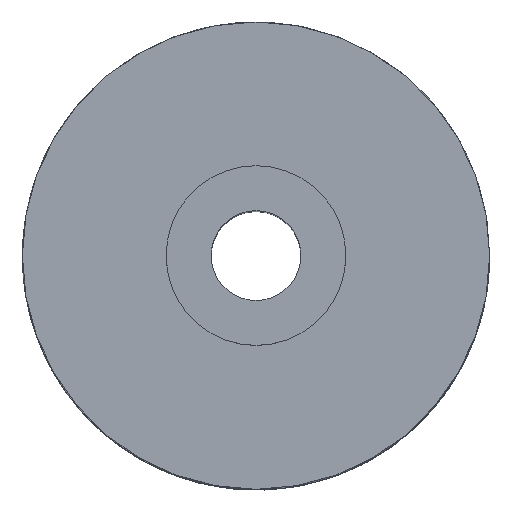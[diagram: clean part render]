
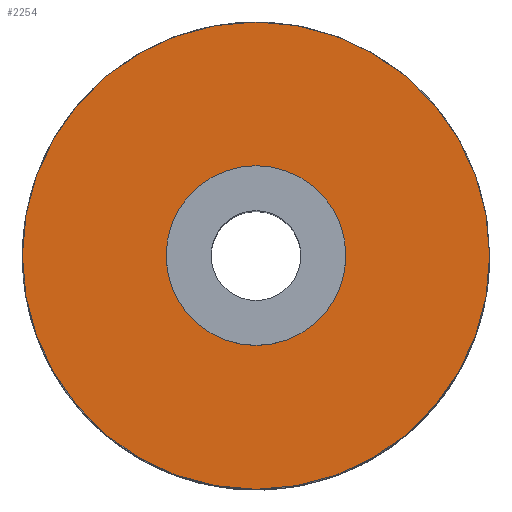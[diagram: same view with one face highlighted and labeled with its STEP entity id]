
A CAD part, top view. The second image highlights one B-rep face of the part: STEP entity #2254.
In plain terms, the highlighted planar face has unit normal (0, 0, 1).
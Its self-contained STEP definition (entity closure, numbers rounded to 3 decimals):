
#2147 = VERTEX_POINT('',#2148);
#2148 = CARTESIAN_POINT('',(13.,0.,30.));
#2154 = EDGE_CURVE('',#2147,#2147,#2155,.T.);
#2155 = CIRCLE('',#2156,13.);
#2156 = AXIS2_PLACEMENT_3D('',#2157,#2158,#2159);
#2157 = CARTESIAN_POINT('',(0.,0.,30.));
#2158 = DIRECTION('',(0.,0.,1.));
#2159 = DIRECTION('',(1.,0.,0.));
#2254 = ADVANCED_FACE('',(#2255,#2258),#2269,.T.);
#2255 = FACE_BOUND('',#2256,.T.);
#2256 = EDGE_LOOP('',(#2257));
#2257 = ORIENTED_EDGE('',*,*,#2154,.T.);
#2258 = FACE_BOUND('',#2259,.T.);
#2259 = EDGE_LOOP('',(#2260));
#2260 = ORIENTED_EDGE('',*,*,#2261,.F.);
#2261 = EDGE_CURVE('',#2262,#2262,#2264,.T.);
#2262 = VERTEX_POINT('',#2263);
#2263 = CARTESIAN_POINT('',(5.,0.,30.));
#2264 = CIRCLE('',#2265,5.);
#2265 = AXIS2_PLACEMENT_3D('',#2266,#2267,#2268);
#2266 = CARTESIAN_POINT('',(0.,0.,30.));
#2267 = DIRECTION('',(0.,0.,1.));
#2268 = DIRECTION('',(1.,0.,0.));
#2269 = PLANE('',#2270);
#2270 = AXIS2_PLACEMENT_3D('',#2271,#2272,#2273);
#2271 = CARTESIAN_POINT('',(0.,0.,30.));
#2272 = DIRECTION('',(0.,0.,1.));
#2273 = DIRECTION('',(1.,0.,0.));
